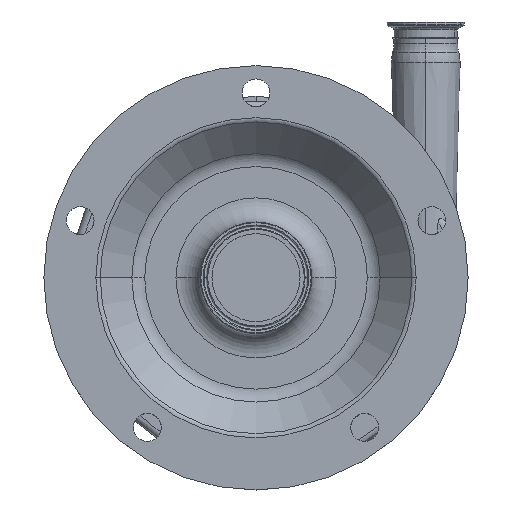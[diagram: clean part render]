
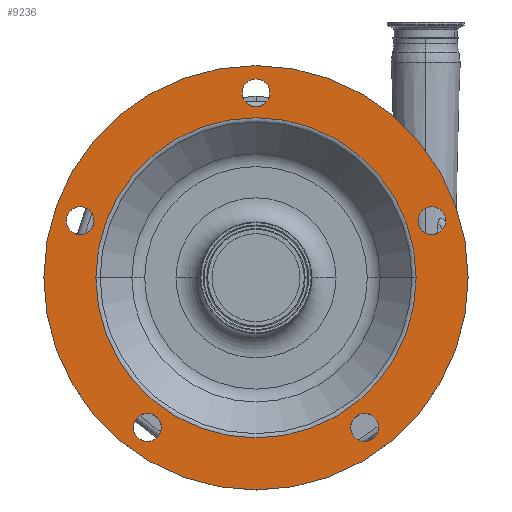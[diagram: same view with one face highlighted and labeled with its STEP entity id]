
A CAD part, top view. The second image highlights one B-rep face of the part: STEP entity #9236.
In plain terms, the highlighted planar face has unit normal (0, 0, 1).
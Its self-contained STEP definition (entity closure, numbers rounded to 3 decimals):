
#155 = DIRECTION ( 'NONE',  ( 0., 0., 1. ) ) ;
#193 = CARTESIAN_POINT ( 'NONE',  ( -101.137, -123.375, 266.5 ) ) ;
#196 = CIRCLE ( 'NONE', #6317, 132.071 ) ;
#224 = VERTEX_POINT ( 'NONE', #8667 ) ;
#313 = ORIENTED_EDGE ( 'NONE', *, *, #11012, .F. ) ;
#364 = CARTESIAN_POINT ( 'NONE',  ( -78.137, -123.375, 266.5 ) ) ;
#434 = ORIENTED_EDGE ( 'NONE', *, *, #8056, .F. ) ;
#585 = CIRCLE ( 'NONE', #12175, 11.5 ) ;
#690 = CARTESIAN_POINT ( 'NONE',  ( 89.637, -123.375, 266.5 ) ) ;
#787 = DIRECTION ( 'NONE',  ( 0., 0., 1. ) ) ;
#800 = VERTEX_POINT ( 'NONE', #364 ) ;
#801 = AXIS2_PLACEMENT_3D ( 'NONE', #5252, #1422, #6307 ) ;
#815 = AXIS2_PLACEMENT_3D ( 'NONE', #8418, #787, #963 ) ;
#963 = DIRECTION ( 'NONE',  ( 1., 0., 0. ) ) ;
#987 = CIRCLE ( 'NONE', #801, 11.5 ) ;
#1029 = CARTESIAN_POINT ( 'NONE',  ( 0., 175., 266.5 ) ) ;
#1102 = ORIENTED_EDGE ( 'NONE', *, *, #3044, .F. ) ;
#1198 = CIRCLE ( 'NONE', #9834, 11.5 ) ;
#1384 = EDGE_CURVE ( 'NONE', #10596, #1848, #8420, .T. ) ;
#1422 = DIRECTION ( 'NONE',  ( 0., 0., 1. ) ) ;
#1474 = CARTESIAN_POINT ( 'NONE',  ( 78.137, -123.375, 266.5 ) ) ;
#1488 = ORIENTED_EDGE ( 'NONE', *, *, #9106, .F. ) ;
#1539 = VERTEX_POINT ( 'NONE', #6578 ) ;
#1547 = DIRECTION ( 'NONE',  ( 0., 0., 1. ) ) ;
#1585 = CIRCLE ( 'NONE', #6325, 11.5 ) ;
#1659 = DIRECTION ( 'NONE',  ( 0., 0., -1. ) ) ;
#1736 = AXIS2_PLACEMENT_3D ( 'NONE', #3838, #7588, #11307 ) ;
#1763 = AXIS2_PLACEMENT_3D ( 'NONE', #690, #10757, #5191 ) ;
#1788 = EDGE_LOOP ( 'NONE', ( #6443, #2335 ) ) ;
#1848 = VERTEX_POINT ( 'NONE', #11269 ) ;
#1974 = CARTESIAN_POINT ( 'NONE',  ( 0., 0., 266.5 ) ) ;
#2005 = DIRECTION ( 'NONE',  ( -1., 0., 0. ) ) ;
#2052 = EDGE_LOOP ( 'NONE', ( #313, #6058 ) ) ;
#2096 = VERTEX_POINT ( 'NONE', #11814 ) ;
#2118 = EDGE_LOOP ( 'NONE', ( #1488, #7386 ) ) ;
#2128 = EDGE_LOOP ( 'NONE', ( #2264, #3303 ) ) ;
#2141 = CARTESIAN_POINT ( 'NONE',  ( 0., 152.5, 266.5 ) ) ;
#2258 = DIRECTION ( 'NONE',  ( 1., 0., 0. ) ) ;
#2264 = ORIENTED_EDGE ( 'NONE', *, *, #1384, .F. ) ;
#2335 = ORIENTED_EDGE ( 'NONE', *, *, #3608, .F. ) ;
#2447 = VERTEX_POINT ( 'NONE', #12040 ) ;
#2467 = ORIENTED_EDGE ( 'NONE', *, *, #9269, .F. ) ;
#2621 = CARTESIAN_POINT ( 'NONE',  ( -132.071, 0., 266.5 ) ) ;
#2636 = EDGE_LOOP ( 'NONE', ( #4958, #3169 ) ) ;
#2853 = EDGE_CURVE ( 'NONE', #800, #7176, #2945, .T. ) ;
#2945 = CIRCLE ( 'NONE', #4536, 11.5 ) ;
#3044 = EDGE_CURVE ( 'NONE', #224, #9745, #585, .T. ) ;
#3122 = CIRCLE ( 'NONE', #5300, 11.5 ) ;
#3169 = ORIENTED_EDGE ( 'NONE', *, *, #7225, .T. ) ;
#3224 = DIRECTION ( 'NONE',  ( 1., 0., 0. ) ) ;
#3303 = ORIENTED_EDGE ( 'NONE', *, *, #8880, .F. ) ;
#3451 = DIRECTION ( 'NONE',  ( 1., 0., 0. ) ) ;
#3477 = CARTESIAN_POINT ( 'NONE',  ( -89.637, -123.375, 266.5 ) ) ;
#3583 = CARTESIAN_POINT ( 'NONE',  ( 0., 152.5, 266.5 ) ) ;
#3608 = EDGE_CURVE ( 'NONE', #7176, #800, #5346, .T. ) ;
#3639 = FACE_BOUND ( 'NONE', #8439, .T. ) ;
#3762 = DIRECTION ( 'NONE',  ( 0., 0., 1. ) ) ;
#3838 = CARTESIAN_POINT ( 'NONE',  ( 0., 0., 266.5 ) ) ;
#3934 = DIRECTION ( 'NONE',  ( 1., 0., 0. ) ) ;
#4031 = DIRECTION ( 'NONE',  ( 0., 0., -1. ) ) ;
#4251 = CARTESIAN_POINT ( 'NONE',  ( 89.637, -123.375, 266.5 ) ) ;
#4255 = DIRECTION ( 'NONE',  ( -1., 0., 0. ) ) ;
#4293 = CARTESIAN_POINT ( 'NONE',  ( 175., 0., 266.5 ) ) ;
#4342 = CARTESIAN_POINT ( 'NONE',  ( 0., 0., 266.5 ) ) ;
#4364 = CARTESIAN_POINT ( 'NONE',  ( 145.036, 47.125, 266.5 ) ) ;
#4493 = FACE_BOUND ( 'NONE', #1788, .T. ) ;
#4536 = AXIS2_PLACEMENT_3D ( 'NONE', #3477, #1547, #3224 ) ;
#4556 = EDGE_CURVE ( 'NONE', #8478, #9131, #11498, .T. ) ;
#4578 = VERTEX_POINT ( 'NONE', #8103 ) ;
#4668 = FACE_BOUND ( 'NONE', #2636, .T. ) ;
#4734 = FACE_OUTER_BOUND ( 'NONE', #2052, .T. ) ;
#4816 = DIRECTION ( 'NONE',  ( 1., 0., 0. ) ) ;
#4958 = ORIENTED_EDGE ( 'NONE', *, *, #5918, .T. ) ;
#5191 = DIRECTION ( 'NONE',  ( 1., 0., 0. ) ) ;
#5252 = CARTESIAN_POINT ( 'NONE',  ( 145.036, 47.125, 266.5 ) ) ;
#5300 = AXIS2_PLACEMENT_3D ( 'NONE', #6410, #3762, #12100 ) ;
#5321 = CIRCLE ( 'NONE', #9237, 11.5 ) ;
#5346 = CIRCLE ( 'NONE', #815, 11.5 ) ;
#5389 = AXIS2_PLACEMENT_3D ( 'NONE', #11062, #1659, #4255 ) ;
#5392 = EDGE_LOOP ( 'NONE', ( #1102, #434 ) ) ;
#5601 = PLANE ( 'NONE',  #10230 ) ;
#5722 = FACE_BOUND ( 'NONE', #2128, .T. ) ;
#5918 = EDGE_CURVE ( 'NONE', #9585, #2447, #10959, .T. ) ;
#6018 = EDGE_CURVE ( 'NONE', #10918, #2096, #3122, .T. ) ;
#6057 = AXIS2_PLACEMENT_3D ( 'NONE', #4364, #8962, #3451 ) ;
#6058 = ORIENTED_EDGE ( 'NONE', *, *, #4556, .F. ) ;
#6307 = DIRECTION ( 'NONE',  ( 1., 0., 0. ) ) ;
#6317 = AXIS2_PLACEMENT_3D ( 'NONE', #1974, #4031, #7786 ) ;
#6325 = AXIS2_PLACEMENT_3D ( 'NONE', #3583, #7393, #7334 ) ;
#6410 = CARTESIAN_POINT ( 'NONE',  ( -145.036, 47.125, 266.5 ) ) ;
#6443 = ORIENTED_EDGE ( 'NONE', *, *, #2853, .F. ) ;
#6578 = CARTESIAN_POINT ( 'NONE',  ( -11.5, 152.5, 266.5 ) ) ;
#6943 = CIRCLE ( 'NONE', #5389, 175. ) ;
#7118 = CARTESIAN_POINT ( 'NONE',  ( -156.536, 47.125, 266.5 ) ) ;
#7131 = CARTESIAN_POINT ( 'NONE',  ( 156.536, 47.125, 266.5 ) ) ;
#7176 = VERTEX_POINT ( 'NONE', #193 ) ;
#7225 = EDGE_CURVE ( 'NONE', #2447, #9585, #196, .T. ) ;
#7262 = CARTESIAN_POINT ( 'NONE',  ( -175., 0., 266.5 ) ) ;
#7334 = DIRECTION ( 'NONE',  ( 1., 0., 0. ) ) ;
#7386 = ORIENTED_EDGE ( 'NONE', *, *, #8226, .F. ) ;
#7393 = DIRECTION ( 'NONE',  ( 0., 0., 1. ) ) ;
#7451 = FACE_BOUND ( 'NONE', #5392, .T. ) ;
#7588 = DIRECTION ( 'NONE',  ( 0., 0., -1. ) ) ;
#7786 = DIRECTION ( 'NONE',  ( -1., 0., 0. ) ) ;
#8056 = EDGE_CURVE ( 'NONE', #9745, #224, #11185, .T. ) ;
#8103 = CARTESIAN_POINT ( 'NONE',  ( 11.5, 152.5, 266.5 ) ) ;
#8226 = EDGE_CURVE ( 'NONE', #1539, #4578, #5321, .T. ) ;
#8418 = CARTESIAN_POINT ( 'NONE',  ( -89.637, -123.375, 266.5 ) ) ;
#8420 = CIRCLE ( 'NONE', #6057, 11.5 ) ;
#8439 = EDGE_LOOP ( 'NONE', ( #2467, #11564 ) ) ;
#8478 = VERTEX_POINT ( 'NONE', #4293 ) ;
#8667 = CARTESIAN_POINT ( 'NONE',  ( 101.137, -123.375, 266.5 ) ) ;
#8880 = EDGE_CURVE ( 'NONE', #1848, #10596, #987, .T. ) ;
#8950 = AXIS2_PLACEMENT_3D ( 'NONE', #4342, #9924, #11578 ) ;
#8962 = DIRECTION ( 'NONE',  ( 0., 0., 1. ) ) ;
#9106 = EDGE_CURVE ( 'NONE', #4578, #1539, #1585, .T. ) ;
#9131 = VERTEX_POINT ( 'NONE', #7262 ) ;
#9236 = ADVANCED_FACE ( 'NONE', ( #3639, #4493, #7451, #5722, #4668, #4734, #9455 ), #5601, .F. ) ;
#9237 = AXIS2_PLACEMENT_3D ( 'NONE', #2141, #9473, #4816 ) ;
#9269 = EDGE_CURVE ( 'NONE', #2096, #10918, #1198, .T. ) ;
#9455 = FACE_BOUND ( 'NONE', #2118, .T. ) ;
#9473 = DIRECTION ( 'NONE',  ( 0., 0., 1. ) ) ;
#9585 = VERTEX_POINT ( 'NONE', #2621 ) ;
#9745 = VERTEX_POINT ( 'NONE', #1474 ) ;
#9834 = AXIS2_PLACEMENT_3D ( 'NONE', #10310, #155, #3934 ) ;
#9924 = DIRECTION ( 'NONE',  ( 0., 0., -1. ) ) ;
#10230 = AXIS2_PLACEMENT_3D ( 'NONE', #1029, #12159, #2005 ) ;
#10310 = CARTESIAN_POINT ( 'NONE',  ( -145.036, 47.125, 266.5 ) ) ;
#10596 = VERTEX_POINT ( 'NONE', #7131 ) ;
#10683 = DIRECTION ( 'NONE',  ( 0., 0., 1. ) ) ;
#10757 = DIRECTION ( 'NONE',  ( 0., 0., 1. ) ) ;
#10918 = VERTEX_POINT ( 'NONE', #7118 ) ;
#10959 = CIRCLE ( 'NONE', #1736, 132.071 ) ;
#11012 = EDGE_CURVE ( 'NONE', #9131, #8478, #6943, .T. ) ;
#11062 = CARTESIAN_POINT ( 'NONE',  ( 0., 0., 266.5 ) ) ;
#11185 = CIRCLE ( 'NONE', #1763, 11.5 ) ;
#11269 = CARTESIAN_POINT ( 'NONE',  ( 133.536, 47.125, 266.5 ) ) ;
#11307 = DIRECTION ( 'NONE',  ( -1., 0., 0. ) ) ;
#11498 = CIRCLE ( 'NONE', #8950, 175. ) ;
#11564 = ORIENTED_EDGE ( 'NONE', *, *, #6018, .F. ) ;
#11578 = DIRECTION ( 'NONE',  ( -1., 0., 0. ) ) ;
#11814 = CARTESIAN_POINT ( 'NONE',  ( -133.536, 47.125, 266.5 ) ) ;
#12040 = CARTESIAN_POINT ( 'NONE',  ( 132.071, 0., 266.5 ) ) ;
#12100 = DIRECTION ( 'NONE',  ( 1., 0., 0. ) ) ;
#12159 = DIRECTION ( 'NONE',  ( 0., 0., -1. ) ) ;
#12175 = AXIS2_PLACEMENT_3D ( 'NONE', #4251, #10683, #2258 ) ;
